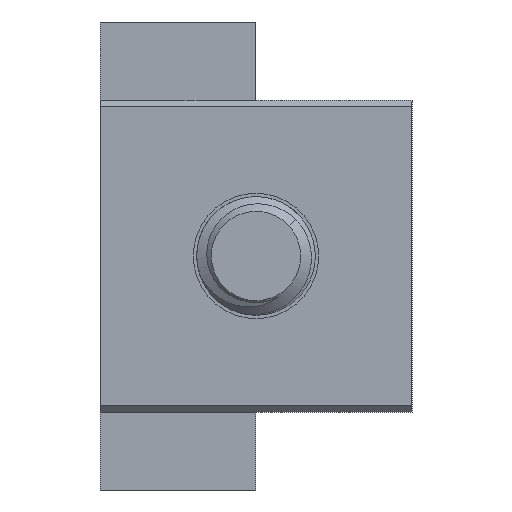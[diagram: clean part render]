
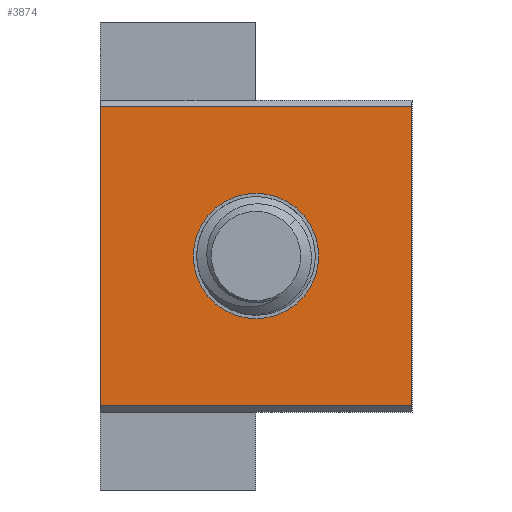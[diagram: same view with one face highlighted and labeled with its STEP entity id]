
A CAD part, front view. The second image highlights one B-rep face of the part: STEP entity #3874.
In plain terms, the highlighted face is planar.
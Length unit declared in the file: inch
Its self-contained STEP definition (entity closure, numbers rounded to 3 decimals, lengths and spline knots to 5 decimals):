
#18 = LINE ( 'NONE', #4112, #2597 ) ;
#124 = EDGE_CURVE ( 'NONE', #579, #3526, #3279, .T. ) ;
#131 = CARTESIAN_POINT ( 'NONE',  ( -0.375, 0.2499, -0.125 ) ) ;
#317 = AXIS2_PLACEMENT_3D ( 'NONE', #869, #2317, #2200 ) ;
#536 = DIRECTION ( 'NONE',  ( 1., 0., 0. ) ) ;
#579 = VERTEX_POINT ( 'NONE', #4148 ) ;
#659 = CARTESIAN_POINT ( 'NONE',  ( -0.1005, 0., -0.125 ) ) ;
#677 = ORIENTED_EDGE ( 'NONE', *, *, #2852, .T. ) ;
#713 = EDGE_CURVE ( 'NONE', #1601, #3318, #3095, .T. ) ;
#795 = EDGE_CURVE ( 'NONE', #3526, #579, #3733, .T. ) ;
#861 = DIRECTION ( 'NONE',  ( 0., -1., 0. ) ) ;
#869 = CARTESIAN_POINT ( 'NONE',  ( 0., 0., -0.125 ) ) ;
#936 = CARTESIAN_POINT ( 'NONE',  ( -0.24, -0.2499, -0.125 ) ) ;
#1064 = EDGE_CURVE ( 'NONE', #1938, #3318, #1406, .T. ) ;
#1073 = VECTOR ( 'NONE', #4252, 39.37008 ) ;
#1144 = VECTOR ( 'NONE', #536, 39.37008 ) ;
#1168 = CARTESIAN_POINT ( 'NONE',  ( -0.24, 0.2499, -0.125 ) ) ;
#1232 = DIRECTION ( 'NONE',  ( 1., 0., 0. ) ) ;
#1311 = DIRECTION ( 'NONE',  ( 1., 0., 0. ) ) ;
#1406 = LINE ( 'NONE', #4325, #1073 ) ;
#1439 = ORIENTED_EDGE ( 'NONE', *, *, #795, .T. ) ;
#1522 = CARTESIAN_POINT ( 'NONE',  ( 0., 0., -0.125 ) ) ;
#1546 = EDGE_LOOP ( 'NONE', ( #4054, #1439 ) ) ;
#1570 = FACE_OUTER_BOUND ( 'NONE', #3666, .T. ) ;
#1601 = VERTEX_POINT ( 'NONE', #936 ) ;
#1938 = VERTEX_POINT ( 'NONE', #2955 ) ;
#2131 = EDGE_CURVE ( 'NONE', #4192, #1938, #3400, .T. ) ;
#2200 = DIRECTION ( 'NONE',  ( 1., 0., 0. ) ) ;
#2317 = DIRECTION ( 'NONE',  ( 0., 0., 1. ) ) ;
#2330 = FACE_BOUND ( 'NONE', #1546, .T. ) ;
#2597 = VECTOR ( 'NONE', #3315, 39.37008 ) ;
#2698 = PLANE ( 'NONE',  #3068 ) ;
#2755 = VECTOR ( 'NONE', #1232, 39.37008 ) ;
#2852 = EDGE_CURVE ( 'NONE', #1601, #4192, #18, .T. ) ;
#2955 = CARTESIAN_POINT ( 'NONE',  ( 0.24, 0.2499, -0.125 ) ) ;
#3068 = AXIS2_PLACEMENT_3D ( 'NONE', #3135, #4167, #861 ) ;
#3095 = LINE ( 'NONE', #3668, #1144 ) ;
#3135 = CARTESIAN_POINT ( 'NONE',  ( -0.375, -0.2499, -0.125 ) ) ;
#3140 = AXIS2_PLACEMENT_3D ( 'NONE', #1522, #4328, #1311 ) ;
#3279 = CIRCLE ( 'NONE', #3140, 0.1005 ) ;
#3315 = DIRECTION ( 'NONE',  ( 0., 1., 0. ) ) ;
#3318 = VERTEX_POINT ( 'NONE', #3443 ) ;
#3400 = LINE ( 'NONE', #131, #2755 ) ;
#3443 = CARTESIAN_POINT ( 'NONE',  ( 0.24, -0.2499, -0.125 ) ) ;
#3467 = ORIENTED_EDGE ( 'NONE', *, *, #713, .F. ) ;
#3526 = VERTEX_POINT ( 'NONE', #659 ) ;
#3666 = EDGE_LOOP ( 'NONE', ( #4428, #4416, #3467, #677 ) ) ;
#3668 = CARTESIAN_POINT ( 'NONE',  ( -0.375, -0.2499, -0.125 ) ) ;
#3733 = CIRCLE ( 'NONE', #317, 0.1005 ) ;
#3874 = ADVANCED_FACE ( 'NONE', ( #2330, #1570 ), #2698, .F. ) ;
#4054 = ORIENTED_EDGE ( 'NONE', *, *, #124, .T. ) ;
#4112 = CARTESIAN_POINT ( 'NONE',  ( -0.24, -0.2499, -0.125 ) ) ;
#4148 = CARTESIAN_POINT ( 'NONE',  ( 0.1005, 0., -0.125 ) ) ;
#4167 = DIRECTION ( 'NONE',  ( 0., 0., 1. ) ) ;
#4192 = VERTEX_POINT ( 'NONE', #1168 ) ;
#4252 = DIRECTION ( 'NONE',  ( 0., -1., 0. ) ) ;
#4325 = CARTESIAN_POINT ( 'NONE',  ( 0.24, -0.2499, -0.125 ) ) ;
#4328 = DIRECTION ( 'NONE',  ( 0., 0., 1. ) ) ;
#4416 = ORIENTED_EDGE ( 'NONE', *, *, #1064, .T. ) ;
#4428 = ORIENTED_EDGE ( 'NONE', *, *, #2131, .T. ) ;
